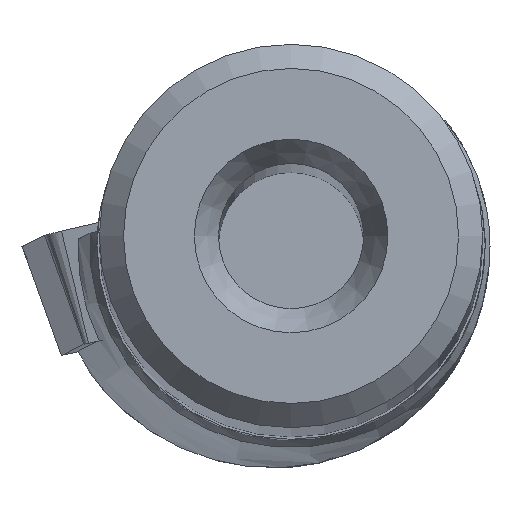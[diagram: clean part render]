
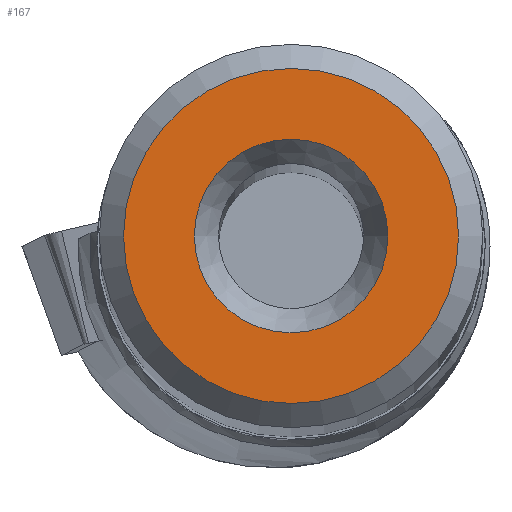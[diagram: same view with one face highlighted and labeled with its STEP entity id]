
A CAD part, top view. The second image highlights one B-rep face of the part: STEP entity #167.
In plain terms, the highlighted planar face has unit normal (0, 0, 1).
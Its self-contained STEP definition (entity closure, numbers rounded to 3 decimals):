
#167=ADVANCED_FACE('',(#288,#289),#194,.T.);
#194=PLANE('',#821);
#288=FACE_BOUND('',#337,.T.);
#289=FACE_BOUND('',#338,.T.);
#337=EDGE_LOOP('',(#464));
#338=EDGE_LOOP('',(#465));
#464=ORIENTED_EDGE('',*,*,#644,.F.);
#465=ORIENTED_EDGE('',*,*,#645,.T.);
#571=VERTEX_POINT('',#1342);
#572=VERTEX_POINT('',#1344);
#644=EDGE_CURVE('',#571,#571,#685,.T.);
#645=EDGE_CURVE('',#572,#572,#686,.T.);
#685=CIRCLE('',#819,2.);
#686=CIRCLE('',#820,3.463);
#819=AXIS2_PLACEMENT_3D('',#1341,#975,#976);
#820=AXIS2_PLACEMENT_3D('',#1343,#977,#978);
#821=AXIS2_PLACEMENT_3D('',#1345,#979,#980);
#975=DIRECTION('',(0.,0.,1.));
#976=DIRECTION('',(1.,0.,0.));
#977=DIRECTION('',(0.,0.,1.));
#978=DIRECTION('',(1.,0.,0.));
#979=DIRECTION('',(0.,0.,1.));
#980=DIRECTION('',(1.,0.,0.));
#1341=CARTESIAN_POINT('',(0.,0.,0.));
#1342=CARTESIAN_POINT('',(2.,0.,0.));
#1343=CARTESIAN_POINT('',(0.,0.,0.));
#1344=CARTESIAN_POINT('',(3.463,0.,0.));
#1345=CARTESIAN_POINT('',(0.,0.,0.));
